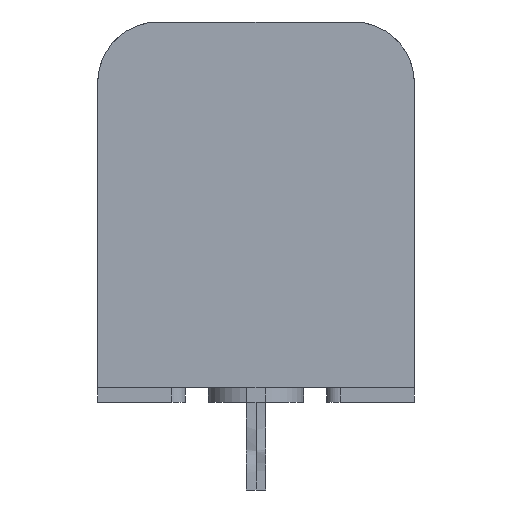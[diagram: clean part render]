
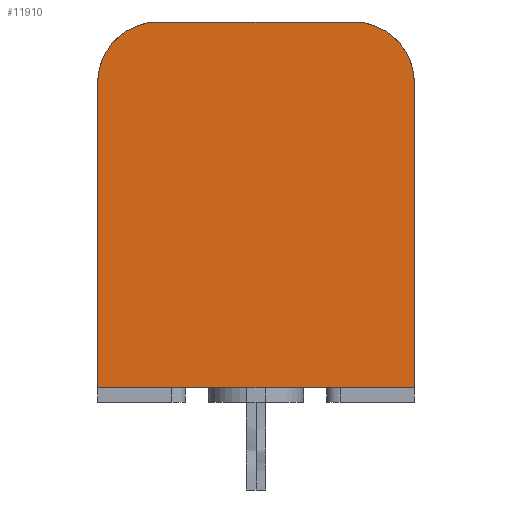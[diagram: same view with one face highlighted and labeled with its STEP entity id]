
A CAD part, left-side view. The second image highlights one B-rep face of the part: STEP entity #11910.
In plain terms, the highlighted planar face has unit normal (-1, 0, 0).
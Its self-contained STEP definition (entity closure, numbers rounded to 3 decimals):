
#115=CIRCLE('',#14836,3.175);
#122=CIRCLE('',#14855,3.175);
#1078=LINE('',#21110,#1948);
#1136=LINE('',#21337,#2006);
#1145=LINE('',#21359,#2015);
#1146=LINE('',#21361,#2016);
#1948=VECTOR('',#16460,1000.);
#2006=VECTOR('',#16624,1000.);
#2015=VECTOR('',#16649,1000.);
#2016=VECTOR('',#16650,1000.);
#3915=ORIENTED_EDGE('',*,*,#6839,.T.);
#3916=ORIENTED_EDGE('',*,*,#6843,.T.);
#3917=ORIENTED_EDGE('',*,*,#6929,.T.);
#3918=ORIENTED_EDGE('',*,*,#6940,.T.);
#3919=ORIENTED_EDGE('',*,*,#6941,.F.);
#3920=ORIENTED_EDGE('',*,*,#6878,.T.);
#6839=EDGE_CURVE('',#8429,#8428,#1078,.T.);
#6843=EDGE_CURVE('',#8428,#8431,#115,.T.);
#6878=EDGE_CURVE('',#8450,#8429,#122,.T.);
#6929=EDGE_CURVE('',#8431,#8487,#1136,.T.);
#6940=EDGE_CURVE('',#8487,#8493,#1145,.T.);
#6941=EDGE_CURVE('',#8450,#8493,#1146,.T.);
#8428=VERTEX_POINT('',#21109);
#8429=VERTEX_POINT('',#21111);
#8431=VERTEX_POINT('',#21117);
#8450=VERTEX_POINT('',#21233);
#8487=VERTEX_POINT('',#21336);
#8493=VERTEX_POINT('',#21360);
#10113=EDGE_LOOP('',(#3915,#3916,#3917,#3918,#3919,#3920));
#10825=FACE_BOUND('',#10113,.T.);
#11440=PLANE('',#14895);
#11910=ADVANCED_FACE('',(#10825),#11440,.T.);
#14836=AXIS2_PLACEMENT_3D('',#21118,#16466,#16467);
#14855=AXIS2_PLACEMENT_3D('',#21234,#16525,#16526);
#14895=AXIS2_PLACEMENT_3D('',#21358,#16647,#16648);
#16460=DIRECTION('',(0.,1.,0.));
#16466=DIRECTION('',(-1.,0.,0.));
#16467=DIRECTION('',(0.,0.,1.));
#16525=DIRECTION('',(-1.,0.,0.));
#16526=DIRECTION('',(0.,0.,1.));
#16624=DIRECTION('',(0.,0.,-1.));
#16647=DIRECTION('',(-1.,0.,0.));
#16648=DIRECTION('',(0.,0.,1.));
#16649=DIRECTION('',(0.,-1.,0.));
#16650=DIRECTION('',(0.,0.,-1.));
#21109=CARTESIAN_POINT('',(-29.464,-85.725,31.119));
#21110=CARTESIAN_POINT('',(-29.464,-99.06,31.119));
#21111=CARTESIAN_POINT('',(-29.464,-95.885,31.119));
#21117=CARTESIAN_POINT('',(-29.464,-82.55,27.944));
#21118=CARTESIAN_POINT('',(-29.464,-85.725,27.944));
#21233=CARTESIAN_POINT('',(-29.464,-99.06,27.944));
#21234=CARTESIAN_POINT('',(-29.464,-95.885,27.944));
#21336=CARTESIAN_POINT('',(-29.464,-82.55,12.058));
#21337=CARTESIAN_POINT('',(-29.464,-82.55,11.053));
#21358=CARTESIAN_POINT('',(-29.464,-99.06,11.053));
#21359=CARTESIAN_POINT('',(-29.464,-100.965,12.058));
#21360=CARTESIAN_POINT('',(-29.464,-99.06,12.058));
#21361=CARTESIAN_POINT('',(-29.464,-99.06,11.053));
